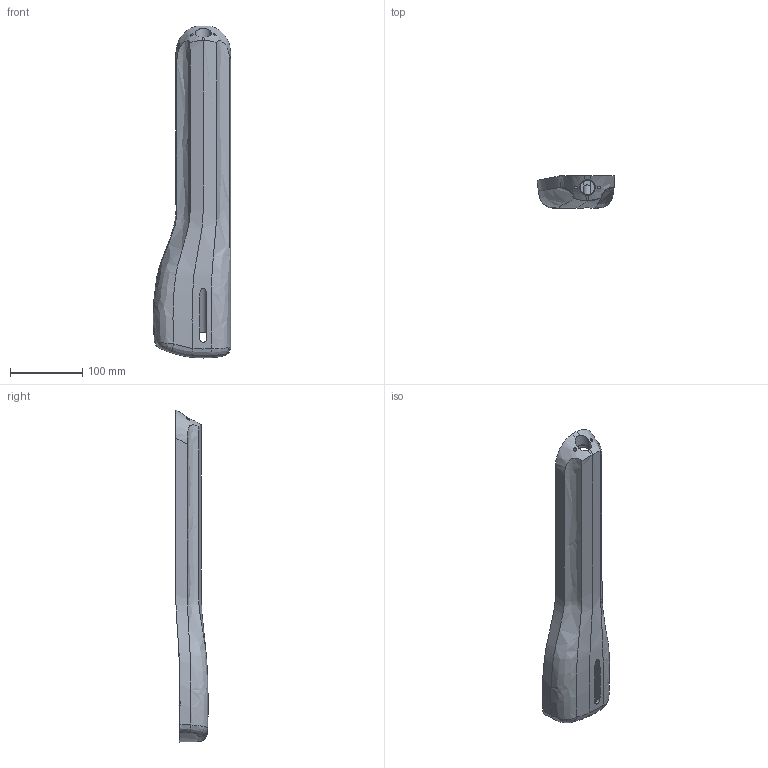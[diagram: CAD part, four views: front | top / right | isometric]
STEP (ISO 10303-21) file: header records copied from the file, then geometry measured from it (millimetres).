
FILE_DESCRIPTION (( 'STEP AP203' ), '1' );
FILE_NAME ('Corps inferieur_Défaut_sldprt.STEP', '2024-09-06T13:39:35', ( '' ), ( '' ), 'SwSTEP 2.0', 'SolidWorks 2020', '' );
FILE_SCHEMA (( 'CONFIG_CONTROL_DESIGN' ));
Length unit declared in the file: millimetre
Products named in the file (1): Corps inferieur_Défaut_sldprt
Bounding box: 107.37 x 44.89 x 460 mm (x, y, z)
Surface area: 173628.7 mm2 (no closed solid volume)
Topology: 0 solids, 2 shells, 289 faces, 1010 edges, 726 vertices
Faces by surface type: plane 133, bspline 85, cylinder 67, cone 4
Entity records: 25354 total; most frequent: CARTESIAN_POINT 18039, ORIENTED_EDGE 1985, EDGE_CURVE 1006, DIRECTION 771, VERTEX_POINT 726, B_SPLINE_CURVE_WITH_KNOTS 654, LINE 343, VECTOR 343
